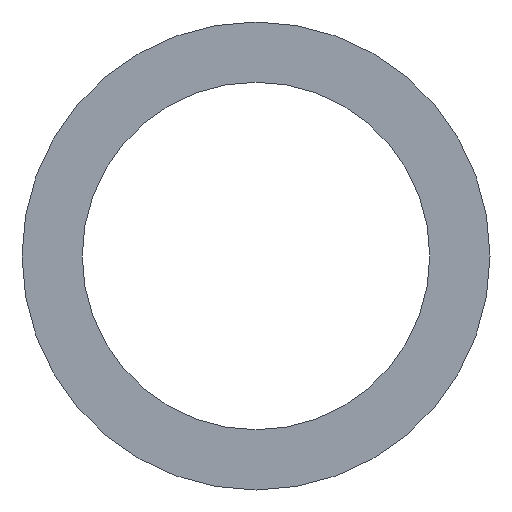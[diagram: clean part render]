
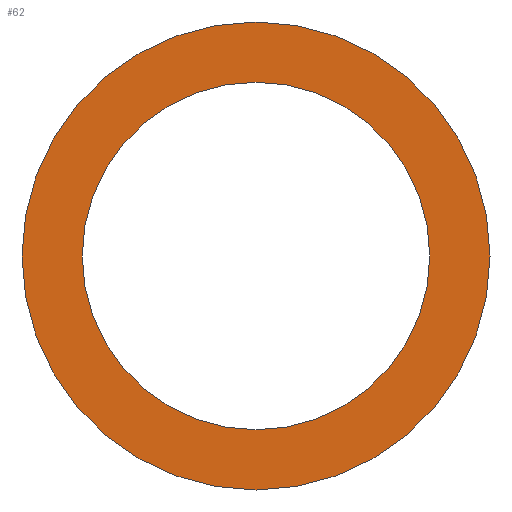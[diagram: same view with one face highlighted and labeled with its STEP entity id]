
A CAD part, front view. The second image highlights one B-rep face of the part: STEP entity #62.
In plain terms, the highlighted planar face has unit normal (0, -1, 0).
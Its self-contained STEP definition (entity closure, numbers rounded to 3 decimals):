
#26=ORIENTED_EDGE('',*,*,#33,.T.);
#27=ORIENTED_EDGE('',*,*,#32,.F.);
#32=EDGE_CURVE('',#36,#36,#40,.T.);
#33=EDGE_CURVE('',#37,#37,#41,.T.);
#36=VERTEX_POINT('',#111);
#37=VERTEX_POINT('',#114);
#40=CIRCLE('',#81,11.25);
#41=CIRCLE('',#83,15.15);
#46=EDGE_LOOP('',(#26));
#47=EDGE_LOOP('',(#27));
#54=FACE_BOUND('',#46,.T.);
#55=FACE_BOUND('',#47,.T.);
#59=PLANE('',#82);
#62=ADVANCED_FACE('',(#54,#55),#59,.T.);
#81=AXIS2_PLACEMENT_3D('',#110,#95,#96);
#82=AXIS2_PLACEMENT_3D('',#112,#97,#98);
#83=AXIS2_PLACEMENT_3D('',#113,#99,#100);
#95=DIRECTION('',(0.,-1.,0.));
#96=DIRECTION('',(0.,0.,-1.));
#97=DIRECTION('',(0.,-1.,0.));
#98=DIRECTION('',(0.,0.,-1.));
#99=DIRECTION('',(0.,-1.,0.));
#100=DIRECTION('',(0.,0.,-1.));
#110=CARTESIAN_POINT('',(0.,0.,0.));
#111=CARTESIAN_POINT('',(0.,0.,-11.25));
#112=CARTESIAN_POINT('',(11.25,0.,0.));
#113=CARTESIAN_POINT('',(0.,0.,0.));
#114=CARTESIAN_POINT('',(0.,0.,-15.15));
